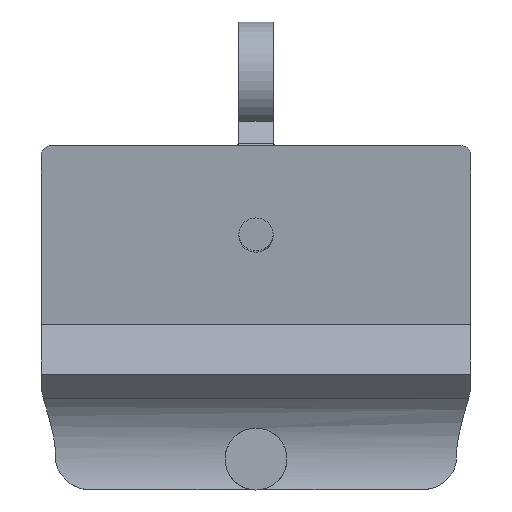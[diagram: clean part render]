
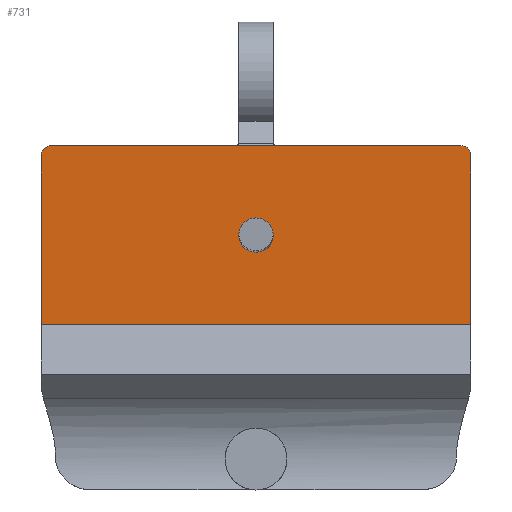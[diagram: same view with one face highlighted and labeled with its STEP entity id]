
A CAD part, front view. The second image highlights one B-rep face of the part: STEP entity #731.
In plain terms, the highlighted planar face has unit normal (0, -0.997, -0.073).
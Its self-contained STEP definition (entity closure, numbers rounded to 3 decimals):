
#40=FACE_BOUND('',#148,.T.);
#47=CIRCLE('',#801,50.);
#74=PLANE('',#805);
#100=FACE_OUTER_BOUND('',#147,.T.);
#147=EDGE_LOOP('',(#549,#550,#551,#552,#553,#554));
#148=EDGE_LOOP('',(#555));
#186=ELLIPSE('',#806,30.081,30.);
#187=ELLIPSE('',#807,30.081,30.);
#211=LINE('',#1138,#263);
#216=LINE('',#1160,#268);
#220=LINE('',#1168,#272);
#221=LINE('',#1172,#273);
#263=VECTOR('',#914,10.);
#268=VECTOR('',#941,10.);
#272=VECTOR('',#947,10.);
#273=VECTOR('',#952,10.);
#317=VERTEX_POINT('',#1128);
#321=VERTEX_POINT('',#1136);
#324=VERTEX_POINT('',#1151);
#326=VERTEX_POINT('',#1158);
#327=VERTEX_POINT('',#1159);
#330=VERTEX_POINT('',#1167);
#331=VERTEX_POINT('',#1170);
#397=EDGE_CURVE('',#317,#321,#211,.T.);
#403=EDGE_CURVE('',#324,#324,#47,.T.);
#406=EDGE_CURVE('',#326,#327,#216,.T.);
#410=EDGE_CURVE('',#330,#326,#220,.T.);
#411=EDGE_CURVE('',#317,#330,#186,.T.);
#412=EDGE_CURVE('',#331,#321,#187,.T.);
#413=EDGE_CURVE('',#327,#331,#221,.T.);
#549=ORIENTED_EDGE('',*,*,#406,.F.);
#550=ORIENTED_EDGE('',*,*,#410,.F.);
#551=ORIENTED_EDGE('',*,*,#411,.F.);
#552=ORIENTED_EDGE('',*,*,#397,.T.);
#553=ORIENTED_EDGE('',*,*,#412,.F.);
#554=ORIENTED_EDGE('',*,*,#413,.F.);
#555=ORIENTED_EDGE('',*,*,#403,.T.);
#731=ADVANCED_FACE('',(#100,#40),#74,.T.);
#801=AXIS2_PLACEMENT_3D('',#1152,#932,#933);
#805=AXIS2_PLACEMENT_3D('',#1166,#945,#946);
#806=AXIS2_PLACEMENT_3D('',#1169,#948,#949);
#807=AXIS2_PLACEMENT_3D('',#1171,#950,#951);
#914=DIRECTION('',(-1.,0.,0.));
#932=DIRECTION('center_axis',(0.,0.997,0.073));
#933=DIRECTION('ref_axis',(-1.,0.,0.));
#941=DIRECTION('',(-1.,0.,0.));
#945=DIRECTION('center_axis',(0.,-0.997,-0.073));
#946=DIRECTION('ref_axis',(0.,-0.073,0.997));
#947=DIRECTION('',(0.,0.073,-0.997));
#948=DIRECTION('center_axis',(0.,0.997,0.073));
#949=DIRECTION('ref_axis',(0.,-0.073,0.997));
#950=DIRECTION('center_axis',(0.,0.997,0.073));
#951=DIRECTION('ref_axis',(0.,-0.073,0.997));
#952=DIRECTION('',(0.,-0.073,0.997));
#1128=CARTESIAN_POINT('',(-30.,703.158,1114.3));
#1136=CARTESIAN_POINT('',(-1220.,703.158,1114.3));
#1138=CARTESIAN_POINT('',(0.,703.158,1114.3));
#1151=CARTESIAN_POINT('',(-575.,722.302,854.403));
#1152=CARTESIAN_POINT('Origin',(-625.,722.302,854.403));
#1158=CARTESIAN_POINT('',(0.,741.445,594.506));
#1159=CARTESIAN_POINT('',(-1250.,741.445,594.506));
#1160=CARTESIAN_POINT('',(0.,741.445,594.506));
#1166=CARTESIAN_POINT('Origin',(0.,741.445,594.506));
#1167=CARTESIAN_POINT('',(0.,705.367,1084.3));
#1168=CARTESIAN_POINT('',(0.,703.158,1114.3));
#1169=CARTESIAN_POINT('Origin',(-30.,705.367,1084.3));
#1170=CARTESIAN_POINT('',(-1250.,705.367,1084.3));
#1171=CARTESIAN_POINT('Origin',(-1220.,705.367,1084.3));
#1172=CARTESIAN_POINT('',(-1250.,703.158,1114.3));
